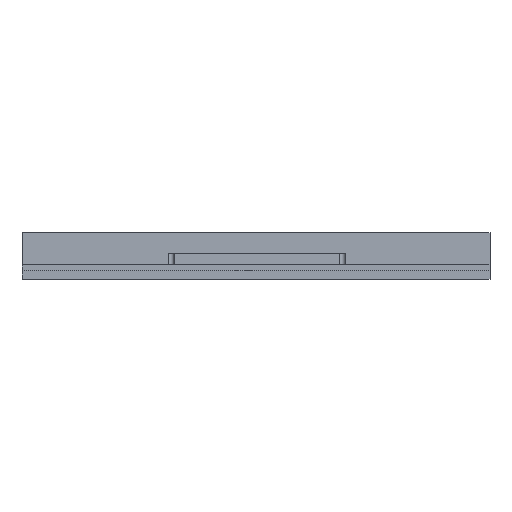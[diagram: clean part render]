
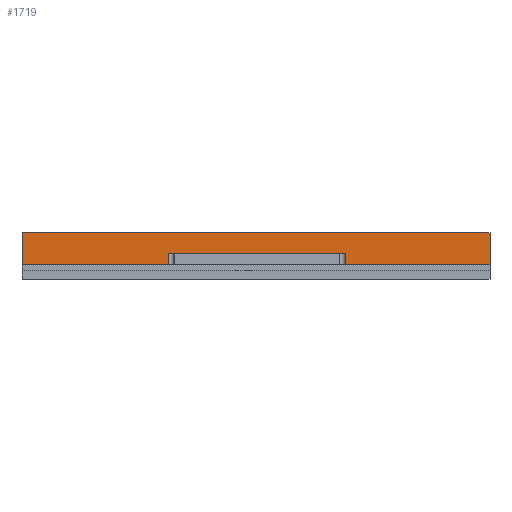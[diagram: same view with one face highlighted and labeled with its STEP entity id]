
A CAD part, front view. The second image highlights one B-rep face of the part: STEP entity #1719.
In plain terms, the highlighted planar face has unit normal (0, -1, 0).
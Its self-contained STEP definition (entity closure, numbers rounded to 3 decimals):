
#87 = VERTEX_POINT ( 'NONE', #3794 ) ;
#167 = LINE ( 'NONE', #245, #2302 ) ;
#245 = CARTESIAN_POINT ( 'NONE',  ( 55.248, -38., 4.5 ) ) ;
#292 = CARTESIAN_POINT ( 'NONE',  ( 80., -38., 8. ) ) ;
#336 = ORIENTED_EDGE ( 'NONE', *, *, #1488, .T. ) ;
#347 = DIRECTION ( 'NONE',  ( 0., 0., -1. ) ) ;
#361 = CARTESIAN_POINT ( 'NONE',  ( 0., -38., 2.5 ) ) ;
#430 = PLANE ( 'NONE',  #2428 ) ;
#479 = VERTEX_POINT ( 'NONE', #1946 ) ;
#489 = VERTEX_POINT ( 'NONE', #3442 ) ;
#497 = ORIENTED_EDGE ( 'NONE', *, *, #2040, .F. ) ;
#654 = LINE ( 'NONE', #821, #1931 ) ;
#689 = VERTEX_POINT ( 'NONE', #361 ) ;
#705 = DIRECTION ( 'NONE',  ( 1., 0., 0. ) ) ;
#797 = ORIENTED_EDGE ( 'NONE', *, *, #3463, .T. ) ;
#821 = CARTESIAN_POINT ( 'NONE',  ( 80., -38., 8. ) ) ;
#973 = CARTESIAN_POINT ( 'NONE',  ( 80., -38., 8. ) ) ;
#1023 = DIRECTION ( 'NONE',  ( 1., 0., 0. ) ) ;
#1176 = DIRECTION ( 'NONE',  ( 0., 0., -1. ) ) ;
#1221 = VECTOR ( 'NONE', #1811, 1000. ) ;
#1231 = CARTESIAN_POINT ( 'NONE',  ( 0., -38., 2.5 ) ) ;
#1312 = DIRECTION ( 'NONE',  ( 1., 0., 0. ) ) ;
#1341 = DIRECTION ( 'NONE',  ( 0., -1., 0. ) ) ;
#1344 = EDGE_CURVE ( 'NONE', #689, #87, #1694, .T. ) ;
#1345 = VERTEX_POINT ( 'NONE', #1544 ) ;
#1424 = EDGE_CURVE ( 'NONE', #1786, #689, #3729, .T. ) ;
#1488 = EDGE_CURVE ( 'NONE', #3137, #1786, #1880, .T. ) ;
#1508 = VECTOR ( 'NONE', #1023, 1000. ) ;
#1533 = DIRECTION ( 'NONE',  ( 1., 0., 0. ) ) ;
#1544 = CARTESIAN_POINT ( 'NONE',  ( 55.248, -38., 4.5 ) ) ;
#1547 = FACE_OUTER_BOUND ( 'NONE', #2770, .T. ) ;
#1694 = LINE ( 'NONE', #1231, #1842 ) ;
#1704 = EDGE_CURVE ( 'NONE', #479, #1345, #3331, .T. ) ;
#1719 = ADVANCED_FACE ( 'NONE', ( #1547 ), #430, .T. ) ;
#1786 = VERTEX_POINT ( 'NONE', #2279 ) ;
#1811 = DIRECTION ( 'NONE',  ( 0., 0., -1. ) ) ;
#1842 = VECTOR ( 'NONE', #1533, 1000. ) ;
#1880 = LINE ( 'NONE', #292, #3381 ) ;
#1931 = VECTOR ( 'NONE', #2912, 1000. ) ;
#1946 = CARTESIAN_POINT ( 'NONE',  ( 25., -38., 4.5 ) ) ;
#2024 = ORIENTED_EDGE ( 'NONE', *, *, #1704, .T. ) ;
#2040 = EDGE_CURVE ( 'NONE', #479, #87, #2293, .T. ) ;
#2112 = ORIENTED_EDGE ( 'NONE', *, *, #3359, .F. ) ;
#2232 = CARTESIAN_POINT ( 'NONE',  ( 0., -38., 2.5 ) ) ;
#2242 = CARTESIAN_POINT ( 'NONE',  ( 80., -38., 8. ) ) ;
#2279 = CARTESIAN_POINT ( 'NONE',  ( 0., -38., 8. ) ) ;
#2293 = LINE ( 'NONE', #3107, #3669 ) ;
#2298 = ORIENTED_EDGE ( 'NONE', *, *, #3436, .T. ) ;
#2302 = VECTOR ( 'NONE', #1176, 1000. ) ;
#2413 = CARTESIAN_POINT ( 'NONE',  ( 0., -38., 8. ) ) ;
#2428 = AXIS2_PLACEMENT_3D ( 'NONE', #2242, #1341, #1312 ) ;
#2524 = ORIENTED_EDGE ( 'NONE', *, *, #1424, .T. ) ;
#2654 = DIRECTION ( 'NONE',  ( -1., 0., 0. ) ) ;
#2770 = EDGE_LOOP ( 'NONE', ( #3565, #497, #2024, #2298, #797, #2112, #336, #2524 ) ) ;
#2801 = CARTESIAN_POINT ( 'NONE',  ( 25., -38., 4.5 ) ) ;
#2811 = VECTOR ( 'NONE', #705, 1000. ) ;
#2859 = CARTESIAN_POINT ( 'NONE',  ( 55.248, -38., 2.5 ) ) ;
#2912 = DIRECTION ( 'NONE',  ( 0., 0., -1. ) ) ;
#3107 = CARTESIAN_POINT ( 'NONE',  ( 25., -38., 4.5 ) ) ;
#3137 = VERTEX_POINT ( 'NONE', #973 ) ;
#3331 = LINE ( 'NONE', #2801, #2811 ) ;
#3359 = EDGE_CURVE ( 'NONE', #3137, #489, #654, .T. ) ;
#3381 = VECTOR ( 'NONE', #2654, 1000. ) ;
#3436 = EDGE_CURVE ( 'NONE', #1345, #3702, #167, .T. ) ;
#3442 = CARTESIAN_POINT ( 'NONE',  ( 80., -38., 2.5 ) ) ;
#3463 = EDGE_CURVE ( 'NONE', #3702, #489, #3826, .T. ) ;
#3565 = ORIENTED_EDGE ( 'NONE', *, *, #1344, .T. ) ;
#3669 = VECTOR ( 'NONE', #347, 1000. ) ;
#3702 = VERTEX_POINT ( 'NONE', #2859 ) ;
#3729 = LINE ( 'NONE', #2413, #1221 ) ;
#3794 = CARTESIAN_POINT ( 'NONE',  ( 25., -38., 2.5 ) ) ;
#3826 = LINE ( 'NONE', #2232, #1508 ) ;
